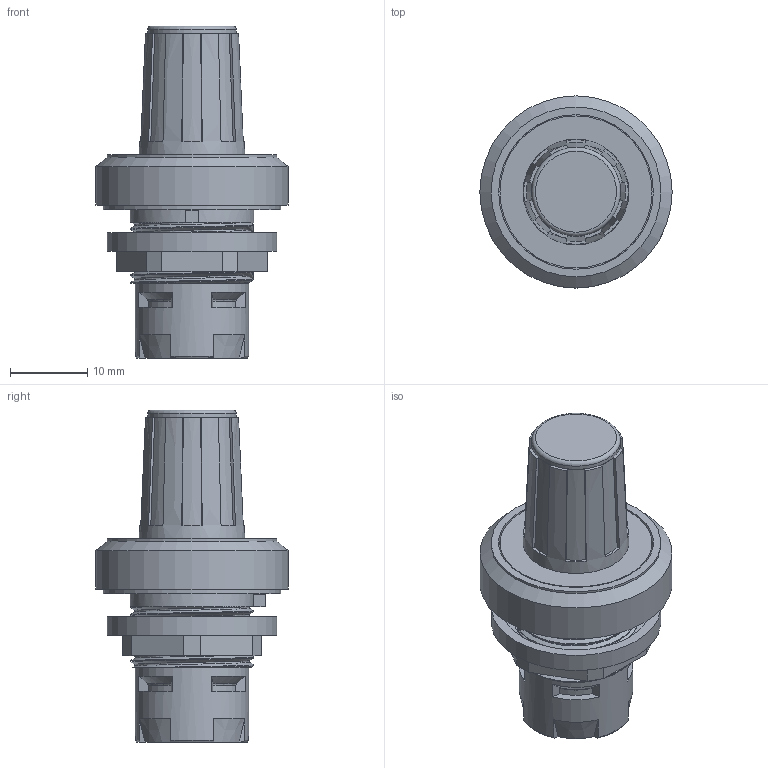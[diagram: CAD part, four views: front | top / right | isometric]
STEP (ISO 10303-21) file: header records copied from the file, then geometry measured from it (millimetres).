
FILE_DESCRIPTION(/* description */ (''),/* implementation_level */ '2;1');
FILE_NAME(/* name */ 'RKR.stp',/* time_stamp */ '2020-09-17T06:52:50+02:00',/* author */ ('thagel'),/* organization */ (''),/* preprocessor_version */ 'ST-DEVELOPER v17.2',/* originating_system */ 'Autodesk Inventor 2019',/* authorisation */ '');
FILE_SCHEMA (('AUTOMOTIVE_DESIGN { 1 0 10303 214 3 1 1 }'));
Length unit declared in the file: millimetre
Products named in the file (1): RKR
Bounding box: 24.9 x 24.9 x 43.01 mm (x, y, z)
Volume: 9124.6 mm3; surface area: 5104 mm2
Topology: 1 solids, 3 shells, 206 faces, 535 edges, 358 vertices
Faces by surface type: plane 113, cylinder 48, cone 31, torus 9, bspline 5
Full cylindrical faces by diameter (mm): 5.9 x1, 9.2 x1, 11.5 x1, 14.7 x1, 14.796 x2, 16 x6, 16.008 x1, 16.15 x1, 16.5 x1, 19.5 x1, 19.7 x1, 20.03 x1, 21.47 x1, 22 x2, 23 x1, 24.9 x1
Entity records: 9282 total; most frequent: CARTESIAN_POINT 4180, ORIENTED_EDGE 1070, DIRECTION 1057, EDGE_CURVE 535, AXIS2_PLACEMENT_3D 401, VERTEX_POINT 358, LINE 255, VECTOR 255
